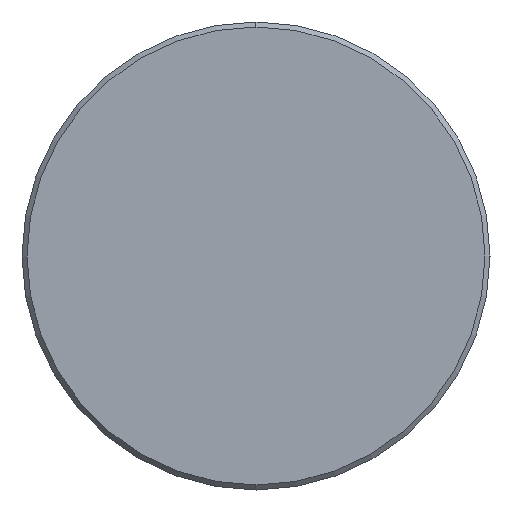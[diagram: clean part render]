
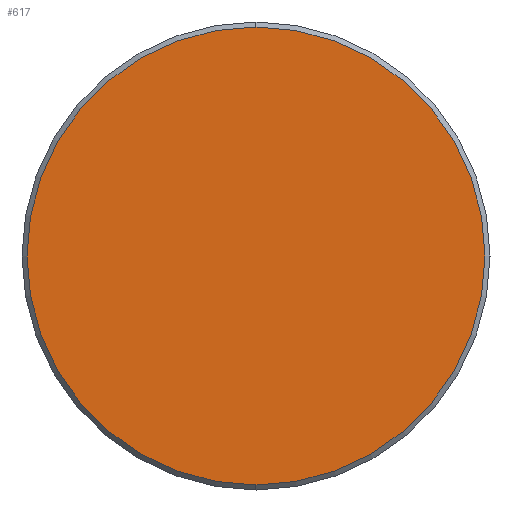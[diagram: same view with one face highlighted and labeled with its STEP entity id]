
A CAD part, left-side view. The second image highlights one B-rep face of the part: STEP entity #617.
In plain terms, the highlighted planar face has unit normal (-1, 0, 0).
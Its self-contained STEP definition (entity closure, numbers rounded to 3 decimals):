
#15 = VERTEX_POINT ( 'NONE', #57 ) ;
#19 = CIRCLE ( 'NONE', #120, 13.7 ) ;
#40 = CARTESIAN_POINT ( 'NONE',  ( 0., 13.7, 0. ) ) ;
#57 = CARTESIAN_POINT ( 'NONE',  ( 0., 0., 13.7 ) ) ;
#99 = CARTESIAN_POINT ( 'NONE',  ( 0., 0., 0. ) ) ;
#120 = AXIS2_PLACEMENT_3D ( 'NONE', #124, #613, #543 ) ;
#124 = CARTESIAN_POINT ( 'NONE',  ( 0., 0., 0. ) ) ;
#130 = VERTEX_POINT ( 'NONE', #563 ) ;
#152 = PLANE ( 'NONE',  #253 ) ;
#154 = DIRECTION ( 'NONE',  ( -1., 0., 0. ) ) ;
#168 = DIRECTION ( 'NONE',  ( 0., 0., -1. ) ) ;
#253 = AXIS2_PLACEMENT_3D ( 'NONE', #40, #799, #168 ) ;
#269 = DIRECTION ( 'NONE',  ( 0., 0., 1. ) ) ;
#337 = EDGE_CURVE ( 'NONE', #15, #130, #390, .T. ) ;
#341 = ORIENTED_EDGE ( 'NONE', *, *, #692, .T. ) ;
#390 = CIRCLE ( 'NONE', #500, 13.7 ) ;
#500 = AXIS2_PLACEMENT_3D ( 'NONE', #99, #154, #269 ) ;
#543 = DIRECTION ( 'NONE',  ( 0., 0., 1. ) ) ;
#563 = CARTESIAN_POINT ( 'NONE',  ( 0., 0., -13.7 ) ) ;
#613 = DIRECTION ( 'NONE',  ( -1., 0., 0. ) ) ;
#617 = ADVANCED_FACE ( 'NONE', ( #765 ), #152, .F. ) ;
#660 = EDGE_LOOP ( 'NONE', ( #341, #769 ) ) ;
#692 = EDGE_CURVE ( 'NONE', #130, #15, #19, .T. ) ;
#765 = FACE_OUTER_BOUND ( 'NONE', #660, .T. ) ;
#769 = ORIENTED_EDGE ( 'NONE', *, *, #337, .T. ) ;
#799 = DIRECTION ( 'NONE',  ( 1., 0., 0. ) ) ;
